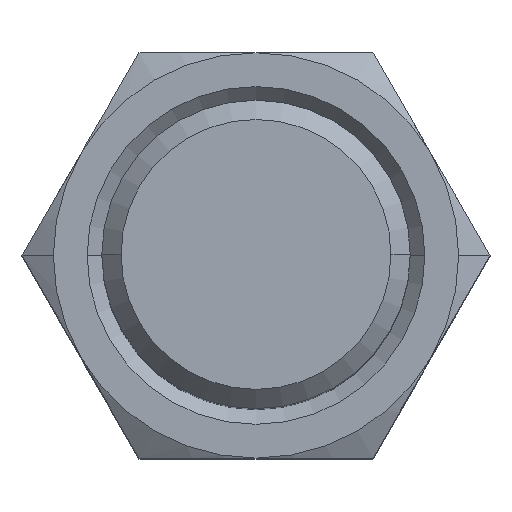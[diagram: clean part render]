
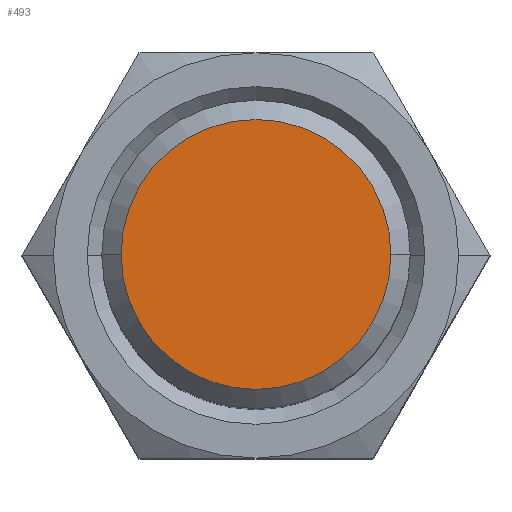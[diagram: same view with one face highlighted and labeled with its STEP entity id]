
A CAD part, top view. The second image highlights one B-rep face of the part: STEP entity #493.
In plain terms, the highlighted planar face has unit normal (0, 0, 1).
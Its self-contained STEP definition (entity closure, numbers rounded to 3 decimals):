
#147=CARTESIAN_POINT('',(0.,0.,48.));
#148=DIRECTION('',(0.,0.,1.));
#149=DIRECTION('',(1.,0.,0.));
#150=AXIS2_PLACEMENT_3D('',#147,#148,#149);
#155=CARTESIAN_POINT('',(0.,0.,48.));
#156=DIRECTION('',(0.,0.,1.));
#157=DIRECTION('',(-1.,0.,0.));
#158=AXIS2_PLACEMENT_3D('',#155,#156,#157);
#363=CARTESIAN_POINT('',(3.5,0.,48.));
#364=CARTESIAN_POINT('',(-3.5,0.,48.));
#365=VERTEX_POINT('',#363);
#366=VERTEX_POINT('',#364);
#483=CARTESIAN_POINT('',(0.,0.,48.));
#484=DIRECTION('',(0.,0.,1.));
#485=DIRECTION('',(1.,0.,0.));
#486=AXIS2_PLACEMENT_3D('',#483,#484,#485);
#487=PLANE('',#486);
#489=ORIENTED_EDGE('',*,*,#488,.F.);
#490=ORIENTED_EDGE('',*,*,#473,.F.);
#491=EDGE_LOOP('',(#489,#490));
#492=FACE_OUTER_BOUND('',#491,.F.);
#493=ADVANCED_FACE('',(#492),#487,.T.);
#151=CIRCLE('',#150,3.5);
#159=CIRCLE('',#158,3.5);
#473=EDGE_CURVE('',#366,#365,#159,.T.);
#488=EDGE_CURVE('',#365,#366,#151,.T.);
